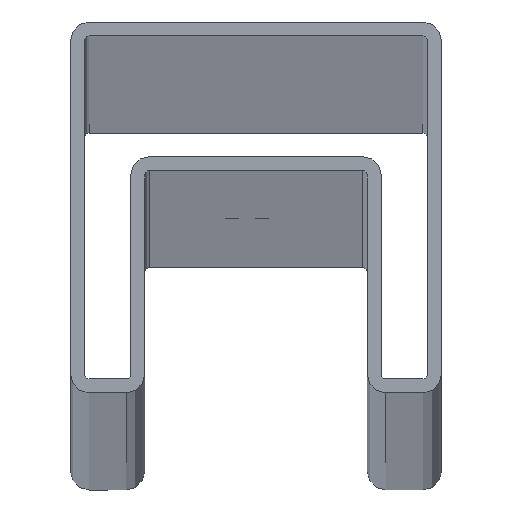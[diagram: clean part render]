
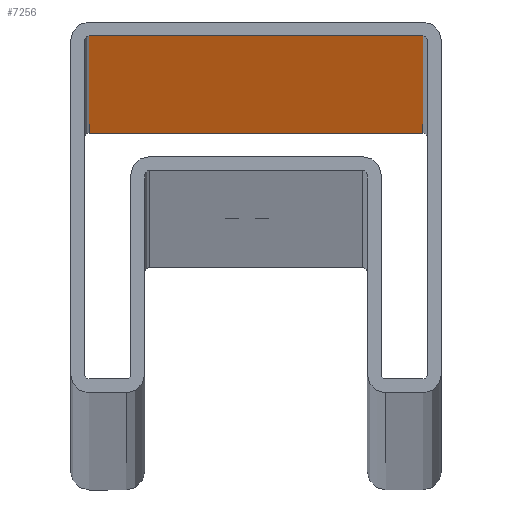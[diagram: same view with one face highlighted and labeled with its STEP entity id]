
A CAD part, top view. The second image highlights one B-rep face of the part: STEP entity #7256.
In plain terms, the highlighted planar face has unit normal (0, -1, 0).
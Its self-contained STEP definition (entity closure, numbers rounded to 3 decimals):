
#1581 = LINE ( 'NONE', #13949, #2156 ) ;
#1869 = DIRECTION ( 'NONE',  ( 0., -1., 0. ) ) ;
#2156 = VECTOR ( 'NONE', #15223, 1000. ) ;
#2289 = EDGE_CURVE ( 'NONE', #8110, #4097, #5790, .T. ) ;
#2384 = VERTEX_POINT ( 'NONE', #7077 ) ;
#2742 = CARTESIAN_POINT ( 'NONE',  ( -18., 18.5, -3000. ) ) ;
#3197 = CARTESIAN_POINT ( 'NONE',  ( 18., 18.5, -3000. ) ) ;
#3296 = LINE ( 'NONE', #6446, #13819 ) ;
#3596 = EDGE_CURVE ( 'NONE', #8110, #2384, #1581, .T. ) ;
#3895 = VECTOR ( 'NONE', #9187, 1000. ) ;
#4011 = ORIENTED_EDGE ( 'NONE', *, *, #4133, .F. ) ;
#4097 = VERTEX_POINT ( 'NONE', #3197 ) ;
#4133 = EDGE_CURVE ( 'NONE', #4097, #9833, #5387, .T. ) ;
#4596 = EDGE_CURVE ( 'NONE', #2384, #9833, #3296, .T. ) ;
#4818 = CARTESIAN_POINT ( 'NONE',  ( 18., 18.5, 3000. ) ) ;
#4889 = CARTESIAN_POINT ( 'NONE',  ( -18., 18.5, -3000. ) ) ;
#4939 = AXIS2_PLACEMENT_3D ( 'NONE', #15377, #1869, #14216 ) ;
#5387 = LINE ( 'NONE', #4889, #6144 ) ;
#5790 = LINE ( 'NONE', #15280, #3895 ) ;
#6144 = VECTOR ( 'NONE', #7057, 1000. ) ;
#6446 = CARTESIAN_POINT ( 'NONE',  ( -18., 18.5, 3000. ) ) ;
#6467 = FACE_OUTER_BOUND ( 'NONE', #7066, .T. ) ;
#7057 = DIRECTION ( 'NONE',  ( -1., 0., 0. ) ) ;
#7066 = EDGE_LOOP ( 'NONE', ( #4011, #15745, #12633, #9032 ) ) ;
#7077 = CARTESIAN_POINT ( 'NONE',  ( -18., 18.5, 3000. ) ) ;
#7256 = ADVANCED_FACE ( 'NONE', ( #6467 ), #14053, .T. ) ;
#8110 = VERTEX_POINT ( 'NONE', #4818 ) ;
#9032 = ORIENTED_EDGE ( 'NONE', *, *, #4596, .T. ) ;
#9187 = DIRECTION ( 'NONE',  ( 0., 0., -1. ) ) ;
#9833 = VERTEX_POINT ( 'NONE', #2742 ) ;
#12633 = ORIENTED_EDGE ( 'NONE', *, *, #3596, .T. ) ;
#13803 = DIRECTION ( 'NONE',  ( 0., 0., -1. ) ) ;
#13819 = VECTOR ( 'NONE', #13803, 1000. ) ;
#13949 = CARTESIAN_POINT ( 'NONE',  ( -18., 18.5, 3000. ) ) ;
#14053 = PLANE ( 'NONE',  #4939 ) ;
#14216 = DIRECTION ( 'NONE',  ( 1., 0., 0. ) ) ;
#15223 = DIRECTION ( 'NONE',  ( -1., 0., 0. ) ) ;
#15280 = CARTESIAN_POINT ( 'NONE',  ( 18., 18.5, 3000. ) ) ;
#15377 = CARTESIAN_POINT ( 'NONE',  ( -18., 18.5, 3000. ) ) ;
#15745 = ORIENTED_EDGE ( 'NONE', *, *, #2289, .F. ) ;
